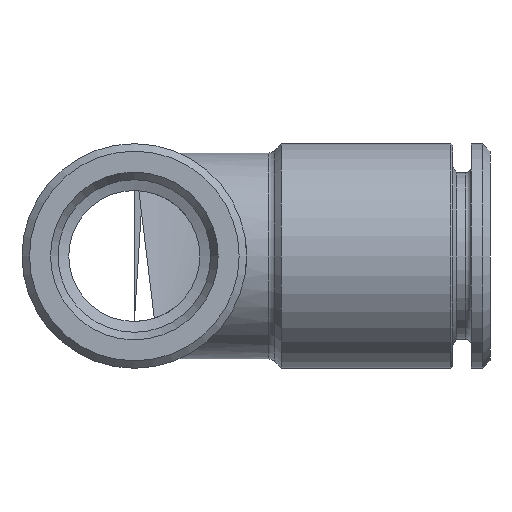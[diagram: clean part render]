
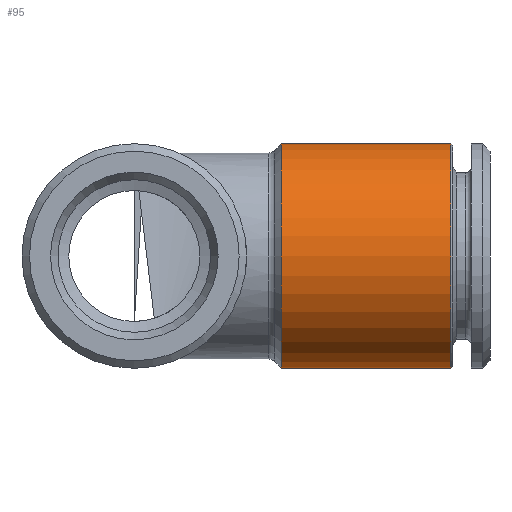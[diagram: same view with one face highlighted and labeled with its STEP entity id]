
A CAD part, left-side view. The second image highlights one B-rep face of the part: STEP entity #95.
In plain terms, the highlighted cylindrical face has radius 6 mm (diameter 12 mm), a full revolution.
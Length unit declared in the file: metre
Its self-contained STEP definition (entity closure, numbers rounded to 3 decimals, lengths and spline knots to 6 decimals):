
#95 = ADVANCED_FACE( 'NONE', ( #233, #234 ), #235, .T. );
#233 = FACE_OUTER_BOUND( '', #528, .T. );
#234 = FACE_OUTER_BOUND( '', #529, .T. );
#235 = CYLINDRICAL_SURFACE( '', #530, 0.006 );
#528 = EDGE_LOOP( '', ( #836 ) );
#529 = EDGE_LOOP( '', ( #837 ) );
#530 = AXIS2_PLACEMENT_3D( '', #838, #839, #840 );
#836 = ORIENTED_EDGE( '', *, *, #1118, .T. );
#837 = ORIENTED_EDGE( '', *, *, #1119, .T. );
#838 = CARTESIAN_POINT( '', ( 0., 0., 0. ) );
#839 = DIRECTION( '', ( 0., -1., 0. ) );
#840 = DIRECTION( '', ( 0., 0., 1. ) );
#1118 = EDGE_CURVE( 'NONE', #1245, #1245, #1246, .T. );
#1119 = EDGE_CURVE( 'NONE', #1247, #1247, #1248, .T. );
#1245 = VERTEX_POINT( '', #1477 );
#1246 = CIRCLE( '', #1478, 0.006 );
#1247 = VERTEX_POINT( '', #1479 );
#1248 = CIRCLE( '', #1480, 0.006 );
#1477 = CARTESIAN_POINT( '', ( 0.006, -0.007854, 0. ) );
#1478 = AXIS2_PLACEMENT_3D( '', #1729, #1730, #1731 );
#1479 = CARTESIAN_POINT( '', ( 0., -0.0169, 0.006 ) );
#1480 = AXIS2_PLACEMENT_3D( '', #1732, #1733, #1734 );
#1729 = CARTESIAN_POINT( '', ( 0., -0.007854, 0. ) );
#1730 = DIRECTION( '', ( 0., -1., 0. ) );
#1731 = DIRECTION( '', ( 1., 0., 0. ) );
#1732 = CARTESIAN_POINT( '', ( 0., -0.0169, 0. ) );
#1733 = DIRECTION( '', ( 0., 1., 0. ) );
#1734 = DIRECTION( '', ( 0., 0., 1. ) );
